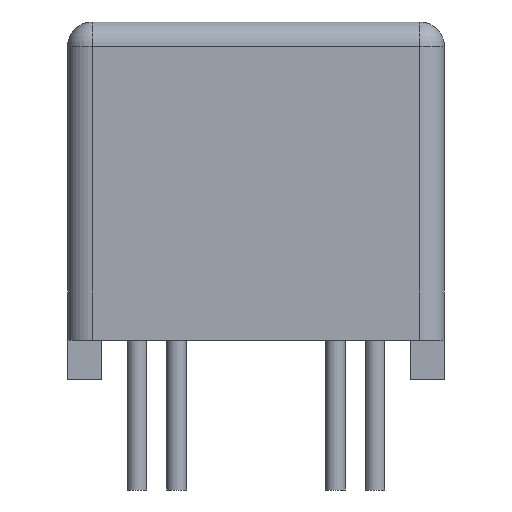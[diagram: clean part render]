
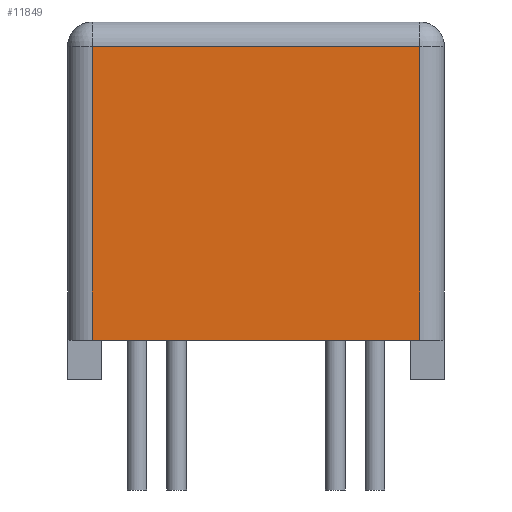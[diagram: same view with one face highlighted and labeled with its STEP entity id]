
A CAD part, left-side view. The second image highlights one B-rep face of the part: STEP entity #11849.
In plain terms, the highlighted planar face has unit normal (-1, 0, 0).
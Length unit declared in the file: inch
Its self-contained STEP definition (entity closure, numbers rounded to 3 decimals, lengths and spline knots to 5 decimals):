
#11545=CARTESIAN_POINT('',(-0.5885,0.2065,0.1695));
#11546=VERTEX_POINT('',#11545);
#11609=CARTESIAN_POINT('',(-0.5885,-0.2065,0.1695));
#11610=VERTEX_POINT('',#11609);
#11662=CARTESIAN_POINT('',(-0.5885,0.2065,0.1695));
#11663=DIRECTION('',(0.0,-1.0,0.0));
#11664=VECTOR('',#11663,0.413);
#11665=LINE('',#11662,#11664);
#11666=EDGE_CURVE('',#11546,#11610,#11665,.T.);
#11676=CARTESIAN_POINT('',(-0.5885,-0.2065,-0.2005));
#11677=VERTEX_POINT('',#11676);
#11694=CARTESIAN_POINT('',(-0.5885,-0.2065,0.1695));
#11695=DIRECTION('',(0.0,0.0,-1.0));
#11696=VECTOR('',#11695,0.37);
#11697=LINE('',#11694,#11696);
#11698=EDGE_CURVE('',#11610,#11677,#11697,.T.);
#11776=CARTESIAN_POINT('',(-0.5885,0.2065,-0.2005));
#11777=VERTEX_POINT('',#11776);
#11785=CARTESIAN_POINT('',(-0.5885,0.2065,-0.2005));
#11786=DIRECTION('',(0.0,0.0,1.0));
#11787=VECTOR('',#11786,0.37);
#11788=LINE('',#11785,#11787);
#11789=EDGE_CURVE('',#11777,#11546,#11788,.T.);
#11833=CARTESIAN_POINT('',(-0.5885,0.0,0.2005));
#11834=DIRECTION('',(-1.0,0.0,0.0));
#11835=DIRECTION('',(0.0,0.0,1.0));
#11836=AXIS2_PLACEMENT_3D('',#11833,#11834,#11835);
#11837=PLANE('',#11836);
#11838=ORIENTED_EDGE('',*,*,#11698,.F.);
#11839=ORIENTED_EDGE('',*,*,#11666,.F.);
#11840=ORIENTED_EDGE('',*,*,#11789,.F.);
#11841=CARTESIAN_POINT('',(-0.5885,0.2065,-0.2005));
#11842=DIRECTION('',(0.0,-1.0,0.0));
#11843=VECTOR('',#11842,0.413);
#11844=LINE('',#11841,#11843);
#11845=EDGE_CURVE('',#11777,#11677,#11844,.T.);
#11846=ORIENTED_EDGE('',*,*,#11845,.T.);
#11847=EDGE_LOOP('',(#11838,#11839,#11840,#11846));
#11848=FACE_OUTER_BOUND('',#11847,.T.);
#11849=ADVANCED_FACE('',(#11848),#11837,.T.);
